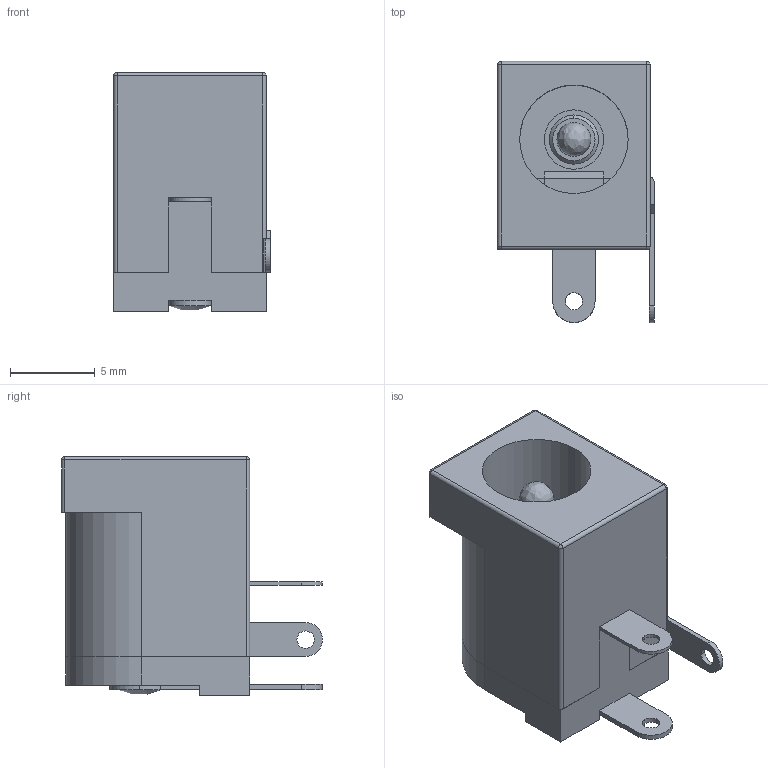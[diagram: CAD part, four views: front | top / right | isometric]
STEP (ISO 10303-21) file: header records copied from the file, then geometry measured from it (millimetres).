
FILE_DESCRIPTION (( 'STEP AP214' ), '1' );
FILE_NAME ('CON-SOCJ-2155.STEP', '2023-08-30T17:57:56', ( 'USER' ), ( '' ), 'SwSTEP 2.0', 'SolidWorks 2016', '' );
FILE_SCHEMA (( 'AUTOMOTIVE_DESIGN' ));
Length unit declared in the file: millimetre
Products named in the file (1): CON-SOCJ-2155
Bounding box: 9.25 x 15.4 x 14.1 mm (x, y, z)
Volume: 1006.7 mm3; surface area: 1459.7 mm2
Topology: 7 solids, 7 shells, 110 faces, 266 edges, 170 vertices
Faces by surface type: plane 64, cylinder 38, bspline 6, cone 2
Entity records: 3371 total; most frequent: CARTESIAN_POINT 673, DIRECTION 551, ORIENTED_EDGE 520, EDGE_CURVE 260, AXIS2_PLACEMENT_3D 188, LINE 175, VECTOR 175, VERTEX_POINT 170
